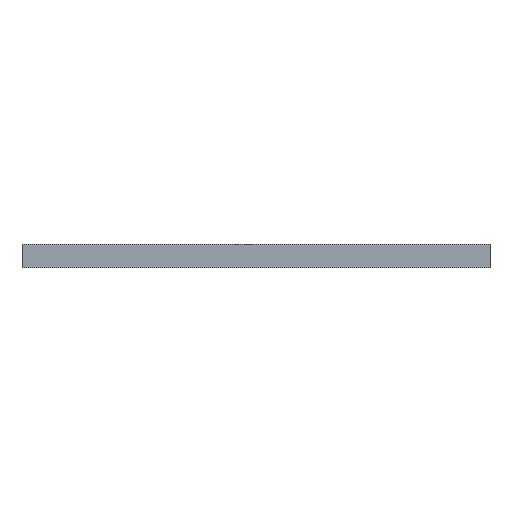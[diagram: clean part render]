
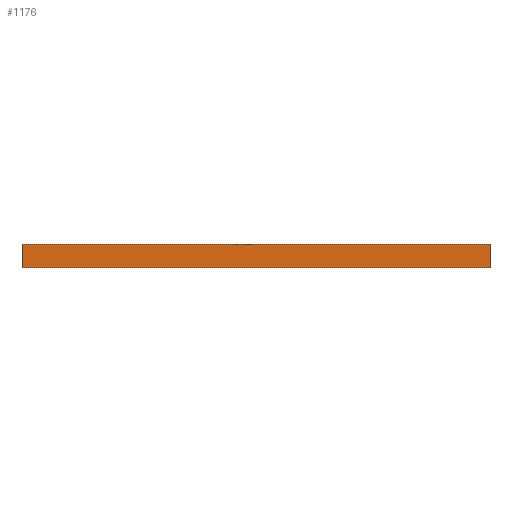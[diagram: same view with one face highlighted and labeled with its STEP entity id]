
A CAD part, front view. The second image highlights one B-rep face of the part: STEP entity #1176.
In plain terms, the highlighted planar face has unit normal (0, -1, 0).
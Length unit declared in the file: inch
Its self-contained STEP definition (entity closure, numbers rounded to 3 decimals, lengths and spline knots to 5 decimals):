
#25 = DIRECTION ( 'NONE',  ( 1., 0., 0. ) ) ;
#83 = PLANE ( 'NONE',  #2904 ) ;
#98 = EDGE_CURVE ( 'NONE', #1376, #3847, #1527, .T. ) ;
#480 = VECTOR ( 'NONE', #1343, 39.37008 ) ;
#1127 = CARTESIAN_POINT ( 'NONE',  ( -0.59055, -0.59055, 0. ) ) ;
#1156 = VERTEX_POINT ( 'NONE', #2116 ) ;
#1176 = ADVANCED_FACE ( 'NONE', ( #1622 ), #83, .T. ) ;
#1234 = CARTESIAN_POINT ( 'NONE',  ( 0.59055, -0.59055, 0.01969 ) ) ;
#1252 = CARTESIAN_POINT ( 'NONE',  ( -0.59055, -0.59055, 0. ) ) ;
#1317 = EDGE_CURVE ( 'NONE', #1156, #3847, #2522, .T. ) ;
#1343 = DIRECTION ( 'NONE',  ( 1., 0., 0. ) ) ;
#1355 = DIRECTION ( 'NONE',  ( 0., 0., 1. ) ) ;
#1376 = VERTEX_POINT ( 'NONE', #3239 ) ;
#1527 = LINE ( 'NONE', #3064, #1976 ) ;
#1622 = FACE_OUTER_BOUND ( 'NONE', #4203, .T. ) ;
#1827 = VECTOR ( 'NONE', #3503, 39.37008 ) ;
#1976 = VECTOR ( 'NONE', #1355, 39.37008 ) ;
#1996 = CARTESIAN_POINT ( 'NONE',  ( -0.59055, -0.59055, -0.03937 ) ) ;
#2016 = CARTESIAN_POINT ( 'NONE',  ( -0.59055, -0.59055, -0.03937 ) ) ;
#2116 = CARTESIAN_POINT ( 'NONE',  ( -0.59055, -0.59055, 0.01969 ) ) ;
#2522 = LINE ( 'NONE', #3207, #1827 ) ;
#2835 = EDGE_CURVE ( 'NONE', #4033, #1376, #3727, .T. ) ;
#2904 = AXIS2_PLACEMENT_3D ( 'NONE', #1127, #3734, #25 ) ;
#3008 = LINE ( 'NONE', #1252, #3848 ) ;
#3064 = CARTESIAN_POINT ( 'NONE',  ( 0.59055, -0.59055, 0. ) ) ;
#3085 = ORIENTED_EDGE ( 'NONE', *, *, #1317, .F. ) ;
#3106 = ORIENTED_EDGE ( 'NONE', *, *, #98, .T. ) ;
#3207 = CARTESIAN_POINT ( 'NONE',  ( -0.59055, -0.59055, 0.01969 ) ) ;
#3239 = CARTESIAN_POINT ( 'NONE',  ( 0.59055, -0.59055, -0.03937 ) ) ;
#3256 = ORIENTED_EDGE ( 'NONE', *, *, #2835, .T. ) ;
#3503 = DIRECTION ( 'NONE',  ( 1., 0., 0. ) ) ;
#3514 = ORIENTED_EDGE ( 'NONE', *, *, #4070, .F. ) ;
#3681 = DIRECTION ( 'NONE',  ( 0., 0., 1. ) ) ;
#3727 = LINE ( 'NONE', #2016, #480 ) ;
#3734 = DIRECTION ( 'NONE',  ( 0., -1., 0. ) ) ;
#3847 = VERTEX_POINT ( 'NONE', #1234 ) ;
#3848 = VECTOR ( 'NONE', #3681, 39.37008 ) ;
#4033 = VERTEX_POINT ( 'NONE', #1996 ) ;
#4070 = EDGE_CURVE ( 'NONE', #4033, #1156, #3008, .T. ) ;
#4203 = EDGE_LOOP ( 'NONE', ( #3514, #3256, #3106, #3085 ) ) ;
